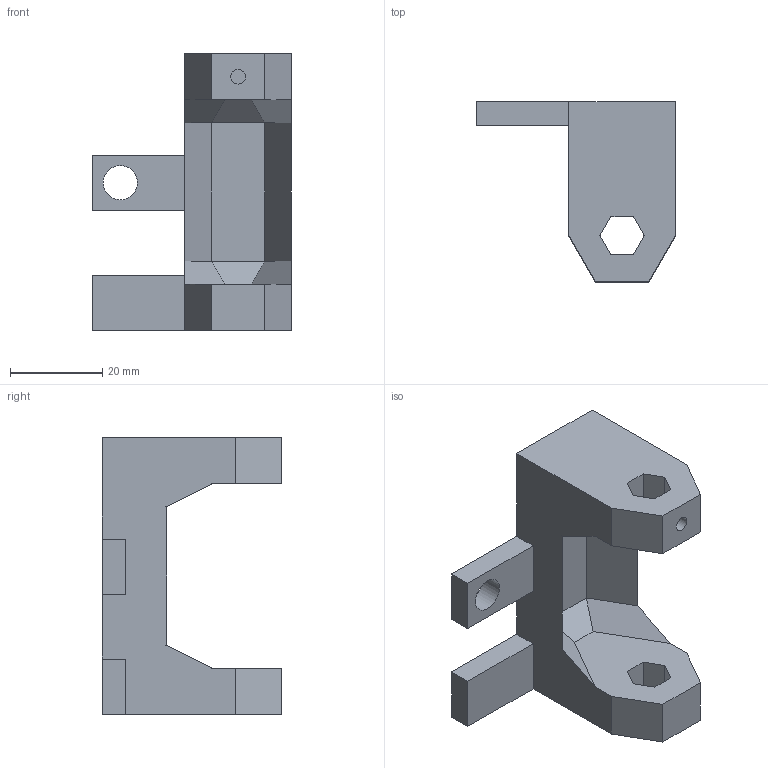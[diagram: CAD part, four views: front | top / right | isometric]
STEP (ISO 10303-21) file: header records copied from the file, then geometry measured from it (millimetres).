
FILE_DESCRIPTION(/* description */ (''),/* implementation_level */ '2;1');
FILE_NAME(/* name */ 'c770607d-806b-45fc-9221-da9ae8bfb462.stp',/* time_stamp */ '2017-06-06T12:07:19-04:00',/* author */ (''),/* organization */ (''),/* preprocessor_version */ 'ST-DEVELOPER v16.13',/* originating_system */ 'Autodesk Translation Framework v6.1.1.50',/* authorisation */ '');
FILE_SCHEMA (('AUTOMOTIVE_DESIGN { 1 0 10303 214 3 1 1 }'));
Length unit declared in the file: millimetre
Products named in the file (1): Pen Mount
Bounding box: 43.09 x 39 x 60 mm (x, y, z)
Volume: 24534.7 mm3; surface area: 10542.7 mm2
Topology: 1 solids, 1 shells, 56 faces, 154 edges, 101 vertices
Faces by surface type: plane 53, cylinder 3
Full cylindrical faces by diameter (mm): 3.2 x1, 7.4 x1
Entity records: 1766 total; most frequent: CARTESIAN_POINT 308, ORIENTED_EDGE 302, DIRECTION 271, EDGE_CURVE 151, LINE 145, VECTOR 145, VERTEX_POINT 100, EDGE_LOOP 65
